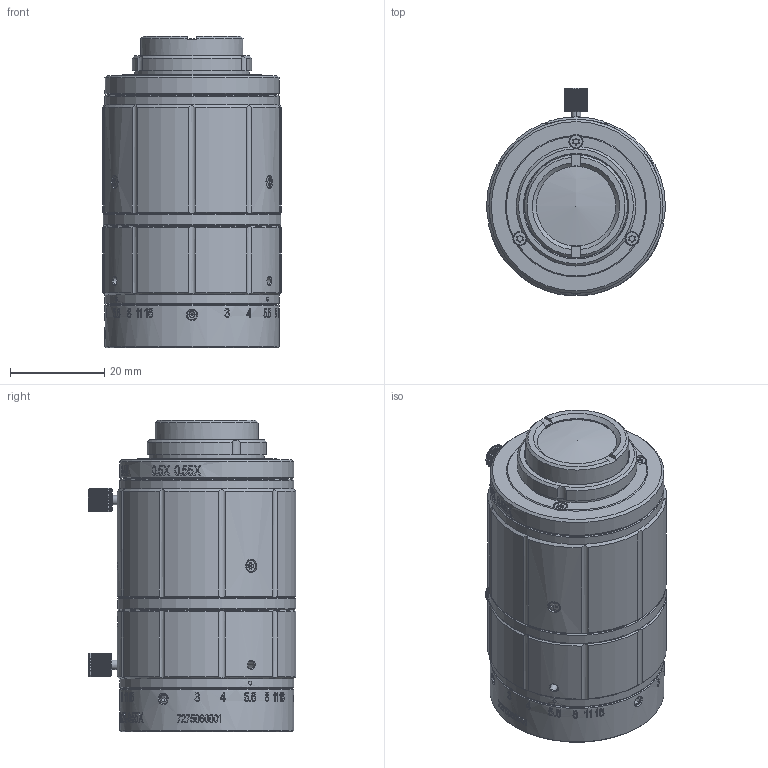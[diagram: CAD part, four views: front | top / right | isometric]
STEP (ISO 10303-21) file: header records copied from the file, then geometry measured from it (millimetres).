
FILE_DESCRIPTION( ('This file contains a STEP AP42 implementation' ,'as created by ZW3D STEP Interface translator.') ,'2;1' );
FILE_NAME( 'MC3530F1_20C_俋倛3D-1.stp' ,'24 719.152554', (''), ('ZWCAD Software Co.'), 'Version 1.0', 'ZW3D to STEP translator', '' );
FILE_SCHEMA(('AUTOMOTIVE_DESIGN { 1 0 10303 214 1 1 1 1 }'));
Length unit declared in the file: millimetre
Products named in the file (1): 0
Bounding box: 37.99 x 44.19 x 66.12 mm (x, y, z)
Volume: 336.4 mm3; surface area: 16924.5 mm2
Topology: 12 solids, 14 shells, 1785 faces, 4674 edges, 3063 vertices
Faces by surface type: plane 801, cylinder 458, bspline 407, cone 94, torus 22, sphere 3
Full cylindrical faces by diameter (mm): 0.8 x4, 1.6 x5, 1.7 x3, 1.8 x3, 2.05 x3, 2.2 x1, 2.8 x6, 3 x3, 3.2 x1, 16.5 x1, 16.7 x1, 16.9 x2, 17.1 x1, 17.4 x1, 17.6 x1, 17.7 x1, 18 x2, 18.4 x1, 18.8 x1, 19.2 x1, 19.4 x1, 19.6 x1, 19.8 x1, 20 x1, 20.4 x1, 21.4 x1, 21.9 x1, 22 x1, 24.4 x1, 27.3 x1
Entity records: 67795 total; most frequent: CARTESIAN_POINT 25619, ORIENTED_EDGE 9318, DIRECTION 6710, EDGE_CURVE 4657, VERTEX_POINT 3063, VECTOR 2288, LINE 2288, AXIS2_PLACEMENT_3D 2211
